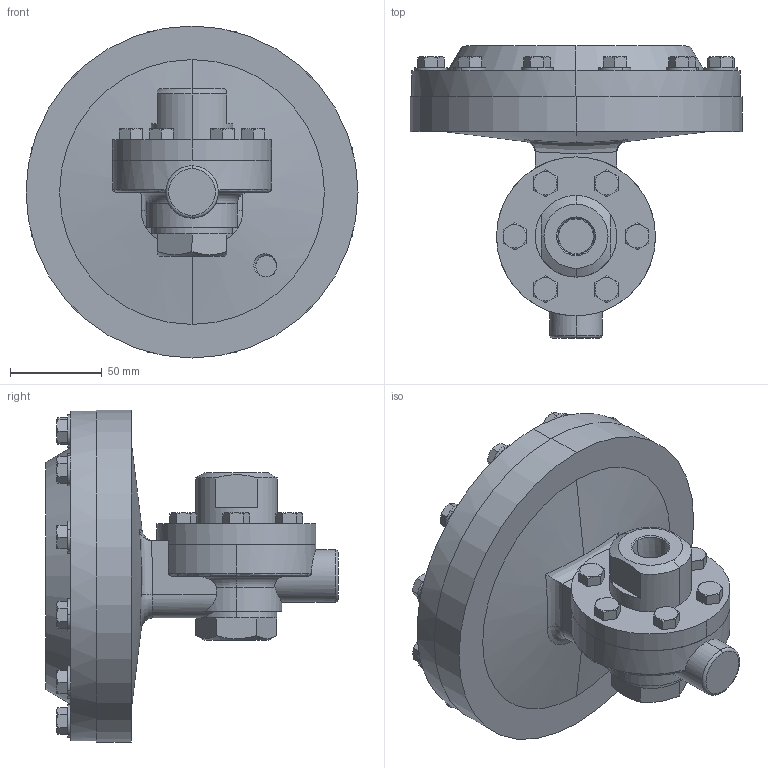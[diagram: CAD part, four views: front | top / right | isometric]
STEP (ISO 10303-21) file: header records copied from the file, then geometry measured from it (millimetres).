
FILE_DESCRIPTION (( 'STEP AP203' ), '1' );
FILE_NAME ('56-050-BR+DI-PT.step', '2017-10-04T15:16:33', ( '' ), ( '' ), 'SwSTEP 2.0', 'SolidWorks 2014', '' );
FILE_SCHEMA (( 'CONFIG_CONTROL_DESIGN' ));
Length unit declared in the file: inch
Products named in the file (1): 56-050-BR+DI-PT
Bounding box: 180.85 x 159.09 x 180.85 mm (x, y, z)
Volume: 1401175 mm3; surface area: 109347.4 mm2
Topology: 1 solids, 1 shells, 375 faces, 887 edges, 540 vertices
Faces by surface type: plane 188, cone 126, cylinder 47, torus 8, bspline 6
Entity records: 12445 total; most frequent: CARTESIAN_POINT 4074, ORIENTED_EDGE 1774, DIRECTION 1662, EDGE_CURVE 887, AXIS2_PLACEMENT_3D 670, VERTEX_POINT 540, EDGE_LOOP 401, FACE_OUTER_BOUND 375
